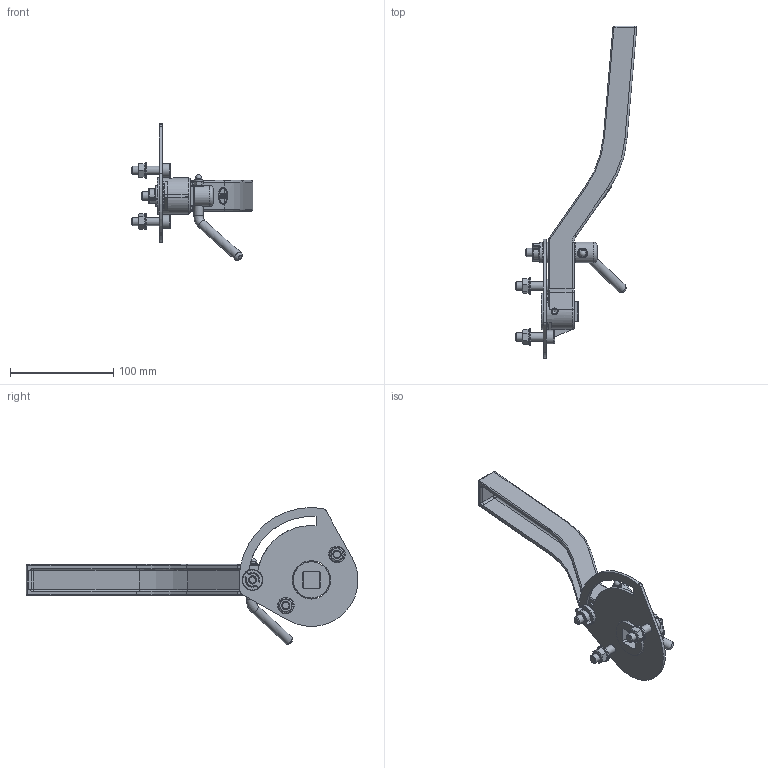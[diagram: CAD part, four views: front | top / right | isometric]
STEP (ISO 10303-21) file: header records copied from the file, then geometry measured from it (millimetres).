
FILE_DESCRIPTION((''),'2;1');
FILE_NAME('Feineinstellung F07.stp','2008-11-05T09:09:47',('hellwig'),(''),'Autodesk Inventor 2008','Autodesk Inventor 2008','');
FILE_SCHEMA(('AUTOMOTIVE_DESIGN { 1 0 10303 214 1 1 1 1 }'));
Length unit declared in the file: millimetre
Products named in the file (1): Bauteil1
Bounding box: 117.32 x 321 x 132.36 mm (x, y, z)
Volume: 159708.7 mm3; surface area: 76133.2 mm2
Topology: 1 solids, 2 shells, 743 faces, 1858 edges, 1165 vertices
Faces by surface type: plane 380, bspline 171, cylinder 126, cone 35, torus 30, sphere 1
Full cylindrical faces by diameter (mm): 5 x1, 5.3 x1, 6 x1, 8 x7, 8.4 x2, 8.5 x1, 9 x5, 9.1 x1, 9.5 x1, 10.5 x1, 12 x1, 12.5 x1, 13 x2, 16 x2, 20 x3, 35 x1, 37 x1
Entity records: 25743 total; most frequent: CARTESIAN_POINT 8900, ORIENTED_EDGE 3454, DIRECTION 2972, EDGE_CURVE 1727, VERTEX_POINT 1130, AXIS2_PLACEMENT_3D 998, VECTOR 976, LINE 976
